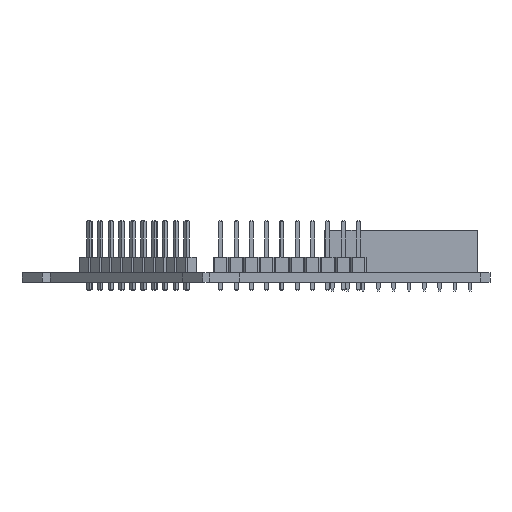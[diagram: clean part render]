
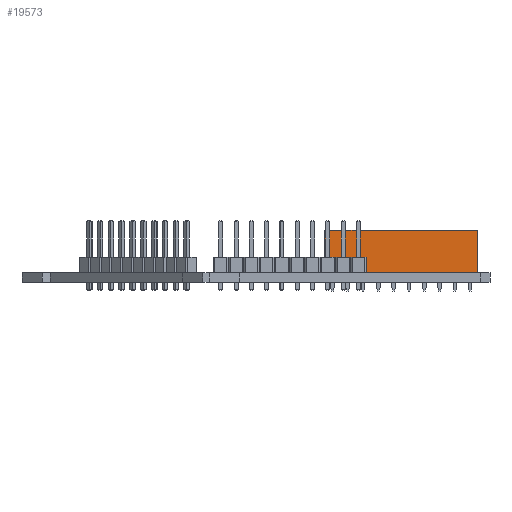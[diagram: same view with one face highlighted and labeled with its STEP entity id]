
A CAD part, left-side view. The second image highlights one B-rep face of the part: STEP entity #19573.
In plain terms, the highlighted planar face has unit normal (-1, 0, 0).
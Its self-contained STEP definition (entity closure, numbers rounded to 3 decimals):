
#15767 = PLANE('',#15768);
#15768 = AXIS2_PLACEMENT_3D('',#15769,#15770,#15771);
#15769 = CARTESIAN_POINT('',(-1.27,-24.13,0.));
#15770 = DIRECTION('',(0.,1.,0.));
#15771 = DIRECTION('',(1.,0.,0.));
#15795 = PLANE('',#15796);
#15796 = AXIS2_PLACEMENT_3D('',#15797,#15798,#15799);
#15797 = CARTESIAN_POINT('',(1.27,-24.13,7.));
#15798 = DIRECTION('',(0.,0.,-1.));
#15799 = DIRECTION('',(0.,-1.,0.));
#15823 = PLANE('',#15824);
#15824 = AXIS2_PLACEMENT_3D('',#15825,#15826,#15827);
#15825 = CARTESIAN_POINT('',(1.27,1.27,0.));
#15826 = DIRECTION('',(0.,-1.,0.));
#15827 = DIRECTION('',(-1.,0.,0.));
#15865 = VERTEX_POINT('',#15866);
#15866 = CARTESIAN_POINT('',(-1.27,-24.13,0.));
#15882 = PLANE('',#15883);
#15883 = AXIS2_PLACEMENT_3D('',#15884,#15885,#15886);
#15884 = CARTESIAN_POINT('',(1.27,-24.13,0.));
#15885 = DIRECTION('',(0.,0.,-1.));
#15886 = DIRECTION('',(0.,-1.,0.));
#15894 = EDGE_CURVE('',#15865,#15895,#15897,.T.);
#15895 = VERTEX_POINT('',#15896);
#15896 = CARTESIAN_POINT('',(-1.27,-24.13,7.));
#15897 = SURFACE_CURVE('',#15898,(#15902,#15909),.PCURVE_S1.);
#15898 = LINE('',#15899,#15900);
#15899 = CARTESIAN_POINT('',(-1.27,-24.13,0.));
#15900 = VECTOR('',#15901,1.);
#15901 = DIRECTION('',(0.,0.,1.));
#15902 = PCURVE('',#15767,#15903);
#15903 = DEFINITIONAL_REPRESENTATION('',(#15904),#15908);
#15904 = LINE('',#15905,#15906);
#15905 = CARTESIAN_POINT('',(0.,0.));
#15906 = VECTOR('',#15907,1.);
#15907 = DIRECTION('',(0.,-1.));
#15908 = ( GEOMETRIC_REPRESENTATION_CONTEXT(2) 
PARAMETRIC_REPRESENTATION_CONTEXT() REPRESENTATION_CONTEXT('2D SPACE',''
  ) );
#15909 = PCURVE('',#15910,#15915);
#15910 = PLANE('',#15911);
#15911 = AXIS2_PLACEMENT_3D('',#15912,#15913,#15914);
#15912 = CARTESIAN_POINT('',(-1.27,1.27,0.));
#15913 = DIRECTION('',(1.,0.,0.));
#15914 = DIRECTION('',(0.,-1.,0.));
#15915 = DEFINITIONAL_REPRESENTATION('',(#15916),#15920);
#15916 = LINE('',#15917,#15918);
#15917 = CARTESIAN_POINT('',(25.4,0.));
#15918 = VECTOR('',#15919,1.);
#15919 = DIRECTION('',(0.,-1.));
#15920 = ( GEOMETRIC_REPRESENTATION_CONTEXT(2) 
PARAMETRIC_REPRESENTATION_CONTEXT() REPRESENTATION_CONTEXT('2D SPACE',''
  ) );
#16077 = VERTEX_POINT('',#16078);
#16078 = CARTESIAN_POINT('',(-1.27,1.27,7.));
#16099 = EDGE_CURVE('',#16100,#16077,#16102,.T.);
#16100 = VERTEX_POINT('',#16101);
#16101 = CARTESIAN_POINT('',(-1.27,1.27,0.));
#16102 = SURFACE_CURVE('',#16103,(#16107,#16114),.PCURVE_S1.);
#16103 = LINE('',#16104,#16105);
#16104 = CARTESIAN_POINT('',(-1.27,1.27,0.));
#16105 = VECTOR('',#16106,1.);
#16106 = DIRECTION('',(0.,0.,1.));
#16107 = PCURVE('',#15823,#16108);
#16108 = DEFINITIONAL_REPRESENTATION('',(#16109),#16113);
#16109 = LINE('',#16110,#16111);
#16110 = CARTESIAN_POINT('',(2.54,0.));
#16111 = VECTOR('',#16112,1.);
#16112 = DIRECTION('',(0.,-1.));
#16113 = ( GEOMETRIC_REPRESENTATION_CONTEXT(2) 
PARAMETRIC_REPRESENTATION_CONTEXT() REPRESENTATION_CONTEXT('2D SPACE',''
  ) );
#16114 = PCURVE('',#15910,#16115);
#16115 = DEFINITIONAL_REPRESENTATION('',(#16116),#16120);
#16116 = LINE('',#16117,#16118);
#16117 = CARTESIAN_POINT('',(0.,0.));
#16118 = VECTOR('',#16119,1.);
#16119 = DIRECTION('',(0.,-1.));
#16120 = ( GEOMETRIC_REPRESENTATION_CONTEXT(2) 
PARAMETRIC_REPRESENTATION_CONTEXT() REPRESENTATION_CONTEXT('2D SPACE',''
  ) );
#16244 = EDGE_CURVE('',#16077,#15895,#16245,.T.);
#16245 = SURFACE_CURVE('',#16246,(#16250,#16257),.PCURVE_S1.);
#16246 = LINE('',#16247,#16248);
#16247 = CARTESIAN_POINT('',(-1.27,1.27,7.));
#16248 = VECTOR('',#16249,1.);
#16249 = DIRECTION('',(0.,-1.,0.));
#16250 = PCURVE('',#15795,#16251);
#16251 = DEFINITIONAL_REPRESENTATION('',(#16252),#16256);
#16252 = LINE('',#16253,#16254);
#16253 = CARTESIAN_POINT('',(-25.4,2.54));
#16254 = VECTOR('',#16255,1.);
#16255 = DIRECTION('',(1.,0.));
#16256 = ( GEOMETRIC_REPRESENTATION_CONTEXT(2) 
PARAMETRIC_REPRESENTATION_CONTEXT() REPRESENTATION_CONTEXT('2D SPACE',''
  ) );
#16257 = PCURVE('',#15910,#16258);
#16258 = DEFINITIONAL_REPRESENTATION('',(#16259),#16263);
#16259 = LINE('',#16260,#16261);
#16260 = CARTESIAN_POINT('',(0.,-7.));
#16261 = VECTOR('',#16262,1.);
#16262 = DIRECTION('',(1.,0.));
#16263 = ( GEOMETRIC_REPRESENTATION_CONTEXT(2) 
PARAMETRIC_REPRESENTATION_CONTEXT() REPRESENTATION_CONTEXT('2D SPACE',''
  ) );
#17431 = EDGE_CURVE('',#16100,#15865,#17432,.T.);
#17432 = SURFACE_CURVE('',#17433,(#17437,#17444),.PCURVE_S1.);
#17433 = LINE('',#17434,#17435);
#17434 = CARTESIAN_POINT('',(-1.27,1.27,0.));
#17435 = VECTOR('',#17436,1.);
#17436 = DIRECTION('',(0.,-1.,0.));
#17437 = PCURVE('',#15882,#17438);
#17438 = DEFINITIONAL_REPRESENTATION('',(#17439),#17443);
#17439 = LINE('',#17440,#17441);
#17440 = CARTESIAN_POINT('',(-25.4,2.54));
#17441 = VECTOR('',#17442,1.);
#17442 = DIRECTION('',(1.,0.));
#17443 = ( GEOMETRIC_REPRESENTATION_CONTEXT(2) 
PARAMETRIC_REPRESENTATION_CONTEXT() REPRESENTATION_CONTEXT('2D SPACE',''
  ) );
#17444 = PCURVE('',#15910,#17445);
#17445 = DEFINITIONAL_REPRESENTATION('',(#17446),#17450);
#17446 = LINE('',#17447,#17448);
#17447 = CARTESIAN_POINT('',(0.,0.));
#17448 = VECTOR('',#17449,1.);
#17449 = DIRECTION('',(1.,0.));
#17450 = ( GEOMETRIC_REPRESENTATION_CONTEXT(2) 
PARAMETRIC_REPRESENTATION_CONTEXT() REPRESENTATION_CONTEXT('2D SPACE',''
  ) );
#19573 = ADVANCED_FACE('',(#19574),#15910,.F.);
#19574 = FACE_BOUND('',#19575,.F.);
#19575 = EDGE_LOOP('',(#19576,#19577,#19578,#19579));
#19576 = ORIENTED_EDGE('',*,*,#16099,.T.);
#19577 = ORIENTED_EDGE('',*,*,#16244,.T.);
#19578 = ORIENTED_EDGE('',*,*,#15894,.F.);
#19579 = ORIENTED_EDGE('',*,*,#17431,.F.);
